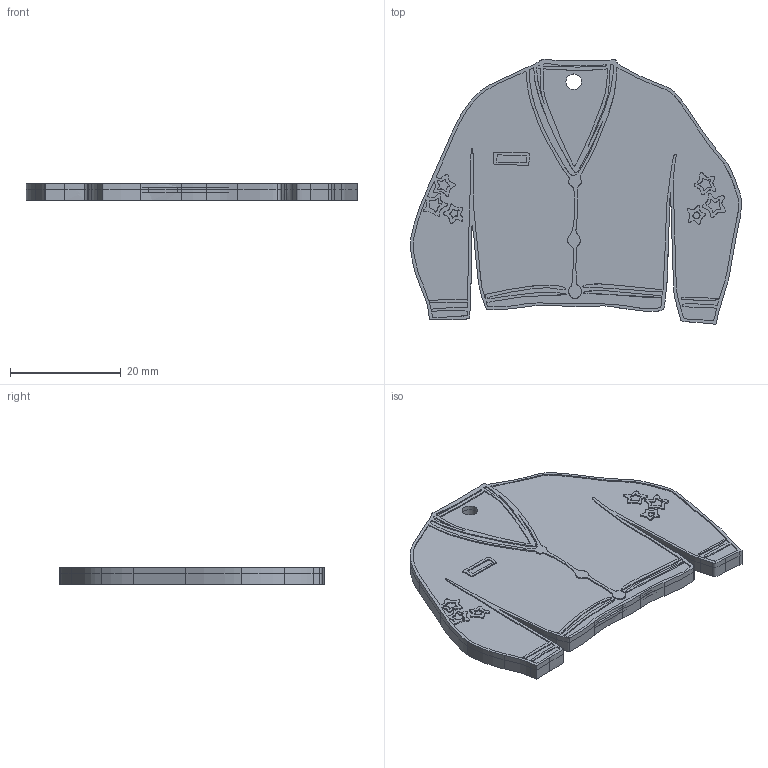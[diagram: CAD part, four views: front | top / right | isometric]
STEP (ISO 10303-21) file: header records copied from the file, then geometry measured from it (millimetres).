
FILE_DESCRIPTION(/* description */ ('','CAx-IF Rec.Pracs.---Representation and Presentation of Product Manufacturing Information (PMI)---4.0---2014-10-13'),/* implementation_level */ '2;1');
FILE_NAME(/* name */ 'redtv.step',/* time_stamp */ '2025-02-20T01:50:28+05:30',/* author */ (''),/* organization */ (''),/* preprocessor_version */ 'ST-DEVELOPER v20',/* originating_system */ 'Autodesk Translation Framework v13.20.0.188',/* authorisation */ '');
FILE_SCHEMA (('AP242_MANAGED_MODEL_BASED_3D_ENGINEERING_MIM_LF { 1 0 10303 442 1 1 4 }'));
Length unit declared in the file: millimetre
Products named in the file (1): (Unsaved)
Bounding box: 59.74 x 47.82 x 3 mm (x, y, z)
Volume: 5796.2 mm3; surface area: 10987.9 mm2
Topology: 2 solids, 2 shells, 510 faces, 1454 edges, 968 vertices
Faces by surface type: bspline 430, plane 78, cylinder 2
Full cylindrical faces by diameter (mm): 2.8 x2
Entity records: 17948 total; most frequent: CARTESIAN_POINT 8835, ORIENTED_EDGE 2908, EDGE_CURVE 1454, VERTEX_POINT 968, DIRECTION 704, EDGE_LOOP 538, LINE 534, VECTOR 534
